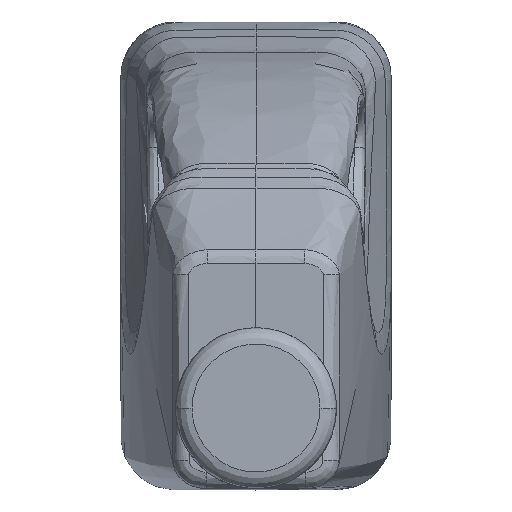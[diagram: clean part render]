
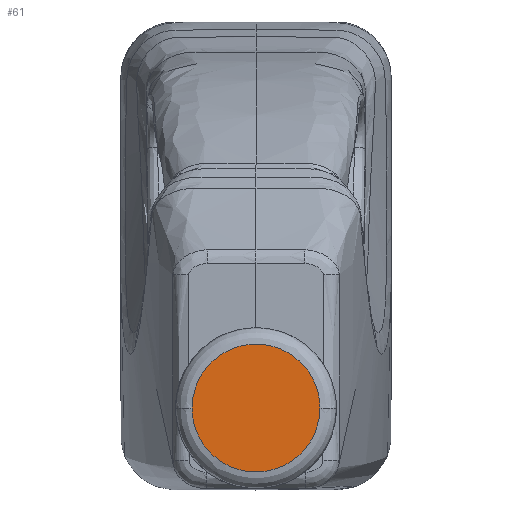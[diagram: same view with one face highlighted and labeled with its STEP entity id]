
A CAD part, top view. The second image highlights one B-rep face of the part: STEP entity #61.
In plain terms, the highlighted planar face has unit normal (0, 0, 1).
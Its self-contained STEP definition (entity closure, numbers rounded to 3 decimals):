
#61=ADVANCED_FACE('',(#109),#686,.T.);
#109=FACE_OUTER_BOUND('',#159,.T.);
#159=EDGE_LOOP('',(#366,#367));
#366=ORIENTED_EDGE('',*,*,#496,.F.);
#367=ORIENTED_EDGE('',*,*,#488,.F.);
#488=EDGE_CURVE('',#674,#679,#566,.T.);
#496=EDGE_CURVE('',#679,#674,#573,.T.);
#566=(
BOUNDED_CURVE()
B_SPLINE_CURVE(3,(#6152,#6153,#6154,#6155,#6156,#6157,#6158,#6159,#6160,
#6161,#6162),.UNSPECIFIED.,.F.,.F.)
B_SPLINE_CURVE_WITH_KNOTS((4,1,1,1,1,1,1,1,4),(0.,4.242,8.837,
13.455,18.276,22.518,27.113,31.731,
36.552),.UNSPECIFIED.)
CURVE()
GEOMETRIC_REPRESENTATION_ITEM()
RATIONAL_B_SPLINE_CURVE((1.,1.,1.,1.,1.,1.,1.,1.,1.,1.,1.))
REPRESENTATION_ITEM('')
);
#573=(
BOUNDED_CURVE()
B_SPLINE_CURVE(3,(#6233,#6234,#6235,#6236,#6237,#6238,#6239,#6240,#6241,
#6242,#6243),.UNSPECIFIED.,.F.,.F.)
B_SPLINE_CURVE_WITH_KNOTS((4,1,1,1,1,1,1,1,4),(36.552,40.794,
45.389,50.007,54.828,59.07,63.665,
68.283,73.104),.UNSPECIFIED.)
CURVE()
GEOMETRIC_REPRESENTATION_ITEM()
RATIONAL_B_SPLINE_CURVE((1.,1.,1.,1.,1.,1.,1.,1.,1.,1.,1.))
REPRESENTATION_ITEM('')
);
#674=VERTEX_POINT('',#6144);
#679=VERTEX_POINT('',#6149);
#686=PLANE('',#754);
#754=AXIS2_PLACEMENT_3D('',#5984,#763,$);
#763=DIRECTION('',(0.,0.,1.));
#5984=CARTESIAN_POINT('',(-21.21,-4.348,239.348));
#6144=CARTESIAN_POINT('',(16.863,16.863,239.348));
#6149=CARTESIAN_POINT('',(-16.863,16.863,239.348));
#6152=CARTESIAN_POINT('',(16.863,16.863,239.348));
#6153=CARTESIAN_POINT('',(16.864,14.814,239.348));
#6154=CARTESIAN_POINT('',(16.077,10.544,239.348));
#6155=CARTESIAN_POINT('',(12.545,4.936,239.348));
#6156=CARTESIAN_POINT('',(6.888,0.957,239.348));
#6157=CARTESIAN_POINT('',(0.28,-0.431,239.348));
#6158=CARTESIAN_POINT('',(-6.318,0.787,239.348));
#6159=CARTESIAN_POINT('',(-11.927,4.317,239.348));
#6160=CARTESIAN_POINT('',(-15.905,9.975,239.348));
#6161=CARTESIAN_POINT('',(-16.863,14.534,239.348));
#6162=CARTESIAN_POINT('',(-16.863,16.863,239.348));
#6233=CARTESIAN_POINT('',(-16.863,16.863,239.348));
#6234=CARTESIAN_POINT('',(-16.863,18.912,239.348));
#6235=CARTESIAN_POINT('',(-16.076,23.181,239.348));
#6236=CARTESIAN_POINT('',(-12.545,28.79,239.348));
#6237=CARTESIAN_POINT('',(-6.887,32.768,239.348));
#6238=CARTESIAN_POINT('',(-0.28,34.156,239.348));
#6239=CARTESIAN_POINT('',(6.319,32.939,239.348));
#6240=CARTESIAN_POINT('',(11.927,29.408,239.348));
#6241=CARTESIAN_POINT('',(15.904,23.75,239.348));
#6242=CARTESIAN_POINT('',(16.865,19.192,239.348));
#6243=CARTESIAN_POINT('',(16.863,16.863,239.348));
